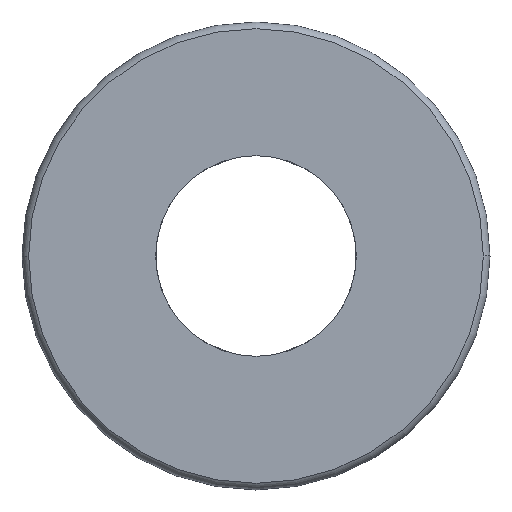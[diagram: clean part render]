
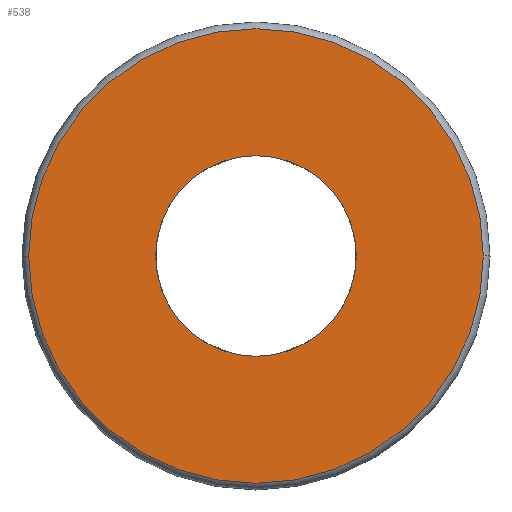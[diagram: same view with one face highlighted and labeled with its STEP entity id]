
A CAD part, front view. The second image highlights one B-rep face of the part: STEP entity #538.
In plain terms, the highlighted planar face has unit normal (0, -1, 0).
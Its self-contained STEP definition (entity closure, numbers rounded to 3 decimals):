
#40 = ORIENTED_EDGE ( 'NONE', *, *, #583, .T. ) ;
#63 = VERTEX_POINT ( 'NONE', #2330 ) ;
#152 = FACE_OUTER_BOUND ( 'NONE', #3510, .T. ) ;
#257 = ORIENTED_EDGE ( 'NONE', *, *, #3728, .F. ) ;
#416 = CARTESIAN_POINT ( 'NONE',  ( 0., 0., 0. ) ) ;
#538 = ADVANCED_FACE ( 'NONE', ( #152, #2880 ), #2798, .T. ) ;
#563 = AXIS2_PLACEMENT_3D ( 'NONE', #3825, #2013, #3225 ) ;
#570 = EDGE_LOOP ( 'NONE', ( #1765, #257 ) ) ;
#583 = EDGE_CURVE ( 'NONE', #63, #962, #2341, .T. ) ;
#689 = CIRCLE ( 'NONE', #563, 17. ) ;
#744 = EDGE_CURVE ( 'NONE', #2357, #1980, #2522, .T. ) ;
#962 = VERTEX_POINT ( 'NONE', #3672 ) ;
#1328 = AXIS2_PLACEMENT_3D ( 'NONE', #2521, #1372, #3793 ) ;
#1334 = CARTESIAN_POINT ( 'NONE',  ( 0., 0., -7.5 ) ) ;
#1348 = CIRCLE ( 'NONE', #3693, 7.5 ) ;
#1372 = DIRECTION ( 'NONE',  ( 0., -1., 0. ) ) ;
#1488 = DIRECTION ( 'NONE',  ( 0., 0., -1. ) ) ;
#1765 = ORIENTED_EDGE ( 'NONE', *, *, #744, .F. ) ;
#1980 = VERTEX_POINT ( 'NONE', #2248 ) ;
#2013 = DIRECTION ( 'NONE',  ( 0., -1., 0. ) ) ;
#2017 = EDGE_CURVE ( 'NONE', #962, #63, #689, .T. ) ;
#2114 = DIRECTION ( 'NONE',  ( 0., 0., -1. ) ) ;
#2233 = DIRECTION ( 'NONE',  ( 0., 0., -1. ) ) ;
#2248 = CARTESIAN_POINT ( 'NONE',  ( 0., 0., 7.5 ) ) ;
#2321 = CARTESIAN_POINT ( 'NONE',  ( 0., 0., 0. ) ) ;
#2330 = CARTESIAN_POINT ( 'NONE',  ( 0., 0., 17. ) ) ;
#2341 = CIRCLE ( 'NONE', #3554, 17. ) ;
#2357 = VERTEX_POINT ( 'NONE', #1334 ) ;
#2521 = CARTESIAN_POINT ( 'NONE',  ( 17., 0., 0. ) ) ;
#2522 = CIRCLE ( 'NONE', #3858, 7.5 ) ;
#2698 = DIRECTION ( 'NONE',  ( 0., -1., 0. ) ) ;
#2798 = PLANE ( 'NONE',  #1328 ) ;
#2809 = CARTESIAN_POINT ( 'NONE',  ( 0., 0., 0. ) ) ;
#2840 = DIRECTION ( 'NONE',  ( 0., -1., 0. ) ) ;
#2880 = FACE_BOUND ( 'NONE', #570, .T. ) ;
#3225 = DIRECTION ( 'NONE',  ( 0., 0., -1. ) ) ;
#3242 = DIRECTION ( 'NONE',  ( 0., -1., 0. ) ) ;
#3510 = EDGE_LOOP ( 'NONE', ( #3761, #40 ) ) ;
#3554 = AXIS2_PLACEMENT_3D ( 'NONE', #416, #2840, #2233 ) ;
#3672 = CARTESIAN_POINT ( 'NONE',  ( 0., 0., -17. ) ) ;
#3693 = AXIS2_PLACEMENT_3D ( 'NONE', #2809, #2698, #2114 ) ;
#3728 = EDGE_CURVE ( 'NONE', #1980, #2357, #1348, .T. ) ;
#3761 = ORIENTED_EDGE ( 'NONE', *, *, #2017, .T. ) ;
#3793 = DIRECTION ( 'NONE',  ( 0., 0., -1. ) ) ;
#3825 = CARTESIAN_POINT ( 'NONE',  ( 0., 0., 0. ) ) ;
#3858 = AXIS2_PLACEMENT_3D ( 'NONE', #2321, #3242, #1488 ) ;
